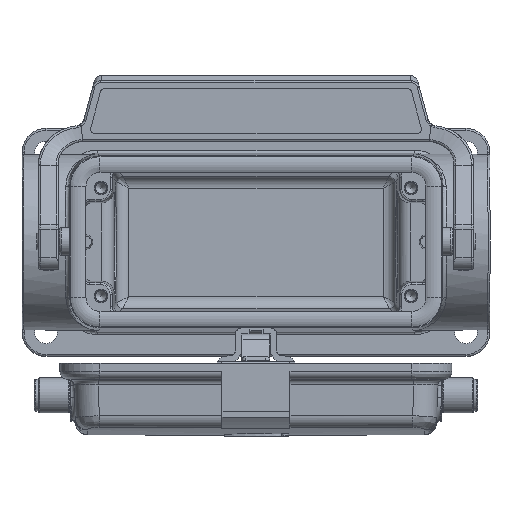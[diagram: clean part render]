
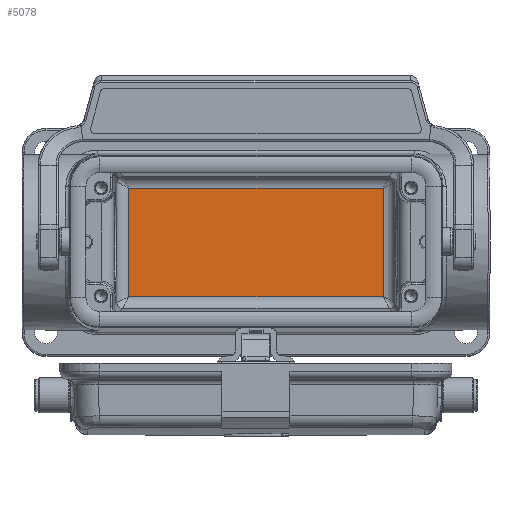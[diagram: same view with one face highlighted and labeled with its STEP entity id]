
A CAD part, top view. The second image highlights one B-rep face of the part: STEP entity #5078.
In plain terms, the highlighted planar face has unit normal (0, 0, 1).
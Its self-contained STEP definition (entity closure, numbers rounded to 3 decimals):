
#5078=ADVANCED_FACE('',(#6619),#5854,.F.);
#5854=PLANE('',#26552);
#6619=FACE_OUTER_BOUND('',#7732,.T.);
#7732=EDGE_LOOP('',(#11639,#11640,#11641,#11642));
#11639=ORIENTED_EDGE('',*,*,#17419,.T.);
#11640=ORIENTED_EDGE('',*,*,#17420,.T.);
#11641=ORIENTED_EDGE('',*,*,#17421,.T.);
#11642=ORIENTED_EDGE('',*,*,#17422,.T.);
#15036=VERTEX_POINT('',#43801);
#15037=VERTEX_POINT('',#43802);
#15038=VERTEX_POINT('',#43804);
#15039=VERTEX_POINT('',#43806);
#17419=EDGE_CURVE('',#15036,#15037,#21738,.T.);
#17420=EDGE_CURVE('',#15037,#15038,#21739,.T.);
#17421=EDGE_CURVE('',#15038,#15039,#21740,.T.);
#17422=EDGE_CURVE('',#15039,#15036,#21741,.T.);
#21738=LINE('',#43800,#23355);
#21739=LINE('',#43803,#23356);
#21740=LINE('',#43805,#23357);
#21741=LINE('',#43807,#23358);
#23355=VECTOR('',#30510,1.);
#23356=VECTOR('',#30511,1.);
#23357=VECTOR('',#30512,1.);
#23358=VECTOR('',#30513,1.);
#26552=AXIS2_PLACEMENT_3D('',#43808,#30514,#30515);
#30510=DIRECTION('',(1.,0.,0.));
#30511=DIRECTION('',(0.,1.,0.));
#30512=DIRECTION('',(-1.,0.,0.));
#30513=DIRECTION('',(0.,-1.,0.));
#30514=DIRECTION('',(0.,0.,-1.));
#30515=DIRECTION('',(-1.,0.,0.));
#43800=CARTESIAN_POINT('',(34.75,-13.567,-65.25));
#43801=CARTESIAN_POINT('',(-31.804,-13.567,-65.25));
#43802=CARTESIAN_POINT('',(31.804,-13.567,-65.25));
#43803=CARTESIAN_POINT('',(31.804,15.,-65.25));
#43804=CARTESIAN_POINT('',(31.804,13.567,-65.25));
#43805=CARTESIAN_POINT('',(34.75,13.567,-65.25));
#43806=CARTESIAN_POINT('',(-31.804,13.567,-65.25));
#43807=CARTESIAN_POINT('',(-31.804,-15.,-65.25));
#43808=CARTESIAN_POINT('',(34.75,-17.75,-65.25));
